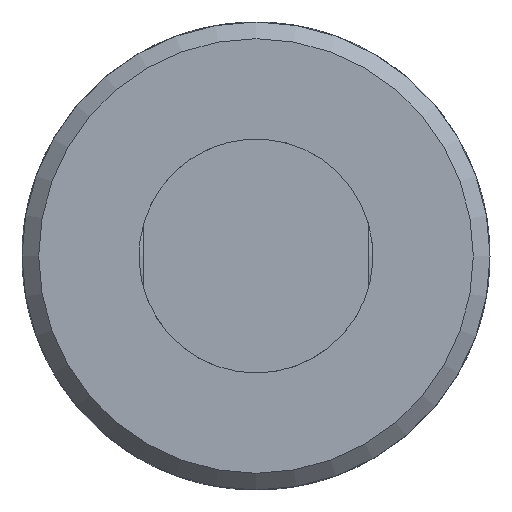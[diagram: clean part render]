
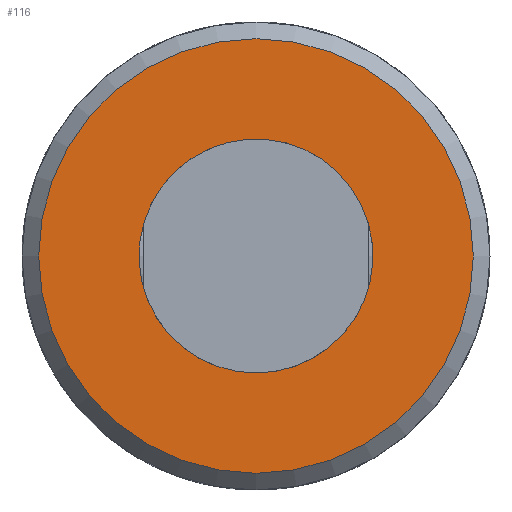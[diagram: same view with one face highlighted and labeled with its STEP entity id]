
A CAD part, left-side view. The second image highlights one B-rep face of the part: STEP entity #116.
In plain terms, the highlighted planar face has unit normal (-1, 0, 0).
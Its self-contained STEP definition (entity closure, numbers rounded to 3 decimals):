
#116 = ADVANCED_FACE( '', ( #232, #233 ), #234, .F. );
#232 = FACE_OUTER_BOUND( '', #380, .T. );
#233 = FACE_BOUND( '', #381, .T. );
#234 = PLANE( '', #382 );
#380 = EDGE_LOOP( '', ( #526 ) );
#381 = EDGE_LOOP( '', ( #527 ) );
#382 = AXIS2_PLACEMENT_3D( '', #528, #529, #530 );
#526 = ORIENTED_EDGE( '', *, *, #795, .F. );
#527 = ORIENTED_EDGE( '', *, *, #796, .T. );
#528 = CARTESIAN_POINT( '', ( 0., 0., 0. ) );
#529 = DIRECTION( '', ( 1., 0., 0. ) );
#530 = DIRECTION( '', ( 0., 0., -1. ) );
#795 = EDGE_CURVE( '', #905, #905, #906, .T. );
#796 = EDGE_CURVE( '', #907, #907, #908, .T. );
#905 = VERTEX_POINT( '', #1060 );
#906 = CIRCLE( '', #1061, 13. );
#907 = VERTEX_POINT( '', #1062 );
#908 = CIRCLE( '', #1063, 7. );
#1060 = CARTESIAN_POINT( '', ( 0., 0., -13. ) );
#1061 = AXIS2_PLACEMENT_3D( '', #1590, #1591, #1592 );
#1062 = CARTESIAN_POINT( '', ( 0., 0., -7. ) );
#1063 = AXIS2_PLACEMENT_3D( '', #1593, #1594, #1595 );
#1590 = CARTESIAN_POINT( '', ( 0., 0., 0. ) );
#1591 = DIRECTION( '', ( 1., 0., 0. ) );
#1592 = DIRECTION( '', ( 0., 0., -1. ) );
#1593 = CARTESIAN_POINT( '', ( 0., 0., 0. ) );
#1594 = DIRECTION( '', ( 1., 0., 0. ) );
#1595 = DIRECTION( '', ( 0., 0., -1. ) );
